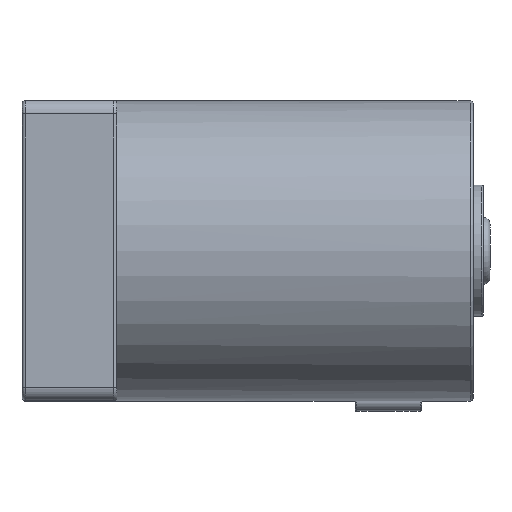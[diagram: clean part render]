
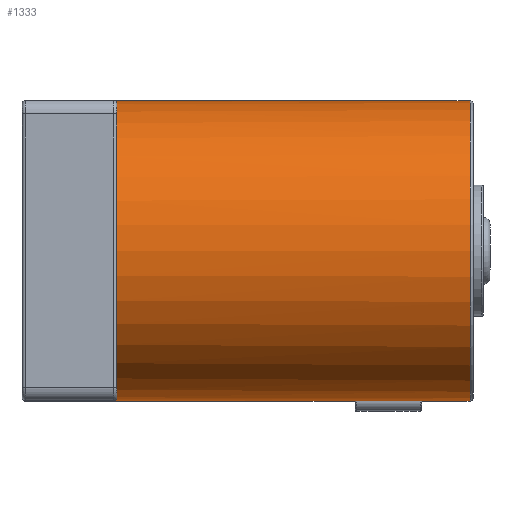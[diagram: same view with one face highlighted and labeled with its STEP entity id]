
A CAD part, top view. The second image highlights one B-rep face of the part: STEP entity #1333.
In plain terms, the highlighted cylindrical face has radius 4.5 mm (diameter 9 mm), a partial arc.
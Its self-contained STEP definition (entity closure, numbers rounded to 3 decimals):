
#50=B_SPLINE_CURVE_WITH_KNOTS('',3,(#2151,#2152,#2153,#2154,#2155,#2156),
 .UNSPECIFIED.,.F.,.F.,(4,2,4),(-0.09,-0.045,
0.),.UNSPECIFIED.);
#51=B_SPLINE_CURVE_WITH_KNOTS('',3,(#2163,#2164,#2165,#2166,#2167,#2168),
 .UNSPECIFIED.,.F.,.F.,(4,2,4),(-0.261,-0.212,-0.171),
 .UNSPECIFIED.);
#58=LINE('',#2158,#138);
#59=LINE('',#2162,#139);
#138=VECTOR('',#1703,1.);
#139=VECTOR('',#1706,1.);
#217=CYLINDRICAL_SURFACE('',#1458,4.5);
#260=FACE_OUTER_BOUND('',#342,.T.);
#342=EDGE_LOOP('',(#885,#886,#887,#888,#889,#890));
#450=CIRCLE('',#1459,4.5);
#451=CIRCLE('',#1460,4.5);
#553=VERTEX_POINT('',#2147);
#554=VERTEX_POINT('',#2148);
#555=VERTEX_POINT('',#2150);
#556=VERTEX_POINT('',#2157);
#557=VERTEX_POINT('',#2159);
#558=VERTEX_POINT('',#2161);
#678=EDGE_CURVE('',#553,#554,#450,.T.);
#679=EDGE_CURVE('',#553,#555,#50,.T.);
#680=EDGE_CURVE('',#555,#556,#58,.T.);
#681=EDGE_CURVE('',#556,#557,#451,.T.);
#682=EDGE_CURVE('',#558,#557,#59,.T.);
#683=EDGE_CURVE('',#558,#554,#51,.T.);
#885=ORIENTED_EDGE('',*,*,#678,.F.);
#886=ORIENTED_EDGE('',*,*,#679,.T.);
#887=ORIENTED_EDGE('',*,*,#680,.T.);
#888=ORIENTED_EDGE('',*,*,#681,.T.);
#889=ORIENTED_EDGE('',*,*,#682,.F.);
#890=ORIENTED_EDGE('',*,*,#683,.T.);
#1333=ADVANCED_FACE('',(#260),#217,.T.);
#1458=AXIS2_PLACEMENT_3D('',#2146,#1699,#1700);
#1459=AXIS2_PLACEMENT_3D('',#2149,#1701,#1702);
#1460=AXIS2_PLACEMENT_3D('',#2160,#1704,#1705);
#1699=DIRECTION('center_axis',(1.,0.,0.));
#1700=DIRECTION('ref_axis',(0.,0.,1.));
#1701=DIRECTION('center_axis',(-1.,0.,0.));
#1702=DIRECTION('ref_axis',(0.,0.,-1.));
#1703=DIRECTION('',(1.,0.,0.));
#1704=DIRECTION('center_axis',(-1.,0.,0.));
#1705=DIRECTION('ref_axis',(0.,0.,-1.));
#1706=DIRECTION('',(1.,0.,0.));
#2146=CARTESIAN_POINT('Origin',(-7.775,2.4,6.2));
#2147=CARTESIAN_POINT('',(-7.775,-2.,7.143));
#2148=CARTESIAN_POINT('',(-7.775,6.8,7.143));
#2149=CARTESIAN_POINT('Origin',(-7.775,2.4,6.2));
#2150=CARTESIAN_POINT('',(-7.875,-2.1,6.2));
#2151=CARTESIAN_POINT('Ctrl Pts',(-7.775,-2.,7.143));
#2152=CARTESIAN_POINT('Ctrl Pts',(-7.775,-2.031,6.997));
#2153=CARTESIAN_POINT('Ctrl Pts',(-7.79,-2.058,6.835));
#2154=CARTESIAN_POINT('Ctrl Pts',(-7.828,-2.092,6.511));
#2155=CARTESIAN_POINT('Ctrl Pts',(-7.853,-2.1,6.348));
#2156=CARTESIAN_POINT('Ctrl Pts',(-7.875,-2.1,6.2));
#2157=CARTESIAN_POINT('',(2.825,-2.1,6.2));
#2158=CARTESIAN_POINT('',(-7.775,-2.1,6.2));
#2159=CARTESIAN_POINT('',(2.825,6.9,6.2));
#2160=CARTESIAN_POINT('Origin',(2.825,2.4,6.2));
#2161=CARTESIAN_POINT('',(-7.875,6.9,6.2));
#2162=CARTESIAN_POINT('',(-7.775,6.9,6.2));
#2163=CARTESIAN_POINT('Ctrl Pts',(-7.875,6.9,6.2));
#2164=CARTESIAN_POINT('Ctrl Pts',(-7.851,6.9,6.36));
#2165=CARTESIAN_POINT('Ctrl Pts',(-7.823,6.889,6.553));
#2166=CARTESIAN_POINT('Ctrl Pts',(-7.789,6.855,6.848));
#2167=CARTESIAN_POINT('Ctrl Pts',(-7.775,6.829,7.009));
#2168=CARTESIAN_POINT('Ctrl Pts',(-7.775,6.8,7.143));
